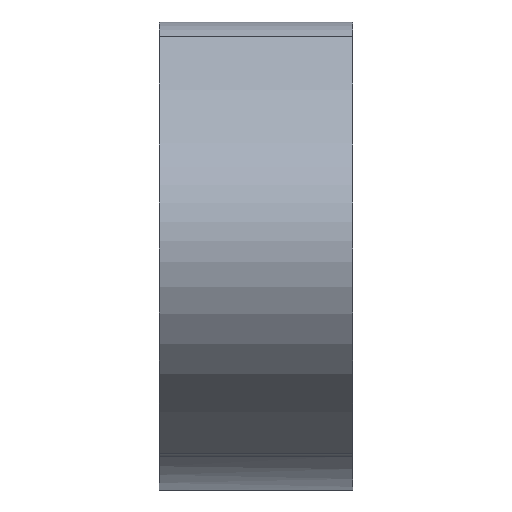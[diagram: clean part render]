
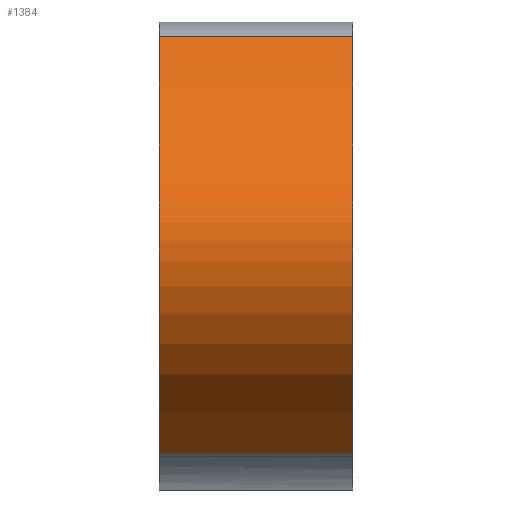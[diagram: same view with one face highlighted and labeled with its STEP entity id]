
A CAD part, left-side view. The second image highlights one B-rep face of the part: STEP entity #1384.
In plain terms, the highlighted free-form (B-spline) face has degree [5, 1] with [25, 2] control points.
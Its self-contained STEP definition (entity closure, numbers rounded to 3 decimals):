
#443=(
BOUNDED_CURVE()
B_SPLINE_CURVE(5,(#4236,#4237,#4238,#4239,#4240,#4241,#4242,#4243,#4244,
#4245,#4246,#4247,#4248,#4249,#4250,#4251,#4252,#4253,#4254,#4255,#4256,
#4257,#4258,#4259,#4260),.UNSPECIFIED.,.F.,.F.)
B_SPLINE_CURVE_WITH_KNOTS((6,1,1,1,1,1,1,1,1,1,1,1,1,1,1,1,1,1,1,1,6),(0.003,
0.05,0.1,0.15,0.2,0.25,0.3,0.35,0.4,0.45,0.5,0.55,0.6,0.65,0.7,0.75,0.8,
0.85,0.9,0.95,0.968),.UNSPECIFIED.)
CURVE()
GEOMETRIC_REPRESENTATION_ITEM()
RATIONAL_B_SPLINE_CURVE((1.,1.,1.,1.,1.,1.,1.,1.,1.,1.,1.,1.,1.,1.,1.,1.,
1.,1.,1.,1.,1.,1.,1.,1.,1.))
REPRESENTATION_ITEM('')
);
#444=(
BOUNDED_CURVE()
B_SPLINE_CURVE(5,(#4264,#4265,#4266,#4267,#4268,#4269,#4270,#4271,#4272,
#4273,#4274,#4275,#4276,#4277,#4278,#4279,#4280,#4281,#4282,#4283,#4284,
#4285,#4286,#4287,#4288),.UNSPECIFIED.,.F.,.F.)
B_SPLINE_CURVE_WITH_KNOTS((6,1,1,1,1,1,1,1,1,1,1,1,1,1,1,1,1,1,1,1,6),(0.003,
0.05,0.1,0.15,0.2,0.25,0.3,0.35,0.4,0.45,0.5,0.55,0.6,0.65,0.7,0.75,0.8,
0.85,0.9,0.95,0.968),.UNSPECIFIED.)
CURVE()
GEOMETRIC_REPRESENTATION_ITEM()
RATIONAL_B_SPLINE_CURVE((1.,1.,1.,1.,1.,1.,1.,1.,1.,1.,1.,1.,1.,1.,1.,1.,
1.,1.,1.,1.,1.,1.,1.,1.,1.))
REPRESENTATION_ITEM('')
);
#449=(
BOUNDED_SURFACE()
B_SPLINE_SURFACE(5,1,((#4184,#4185),(#4186,#4187),(#4188,#4189),(#4190,
#4191),(#4192,#4193),(#4194,#4195),(#4196,#4197),(#4198,#4199),(#4200,#4201),
(#4202,#4203),(#4204,#4205),(#4206,#4207),(#4208,#4209),(#4210,#4211),(#4212,
#4213),(#4214,#4215),(#4216,#4217),(#4218,#4219),(#4220,#4221),(#4222,#4223),
(#4224,#4225),(#4226,#4227),(#4228,#4229),(#4230,#4231),(#4232,#4233)),
 .UNSPECIFIED.,.F.,.F.,.F.)
B_SPLINE_SURFACE_WITH_KNOTS((6,1,1,1,1,1,1,1,1,1,1,1,1,1,1,1,1,1,1,1,6),
(2,2),(0.003,0.05,0.1,0.15,0.2,0.25,0.3,0.35,0.4,0.45,0.5,
0.55,0.6,0.65,0.7,0.75,0.8,0.85,0.9,0.95,0.968),(0.,16.5),
 .UNSPECIFIED.)
GEOMETRIC_REPRESENTATION_ITEM()
RATIONAL_B_SPLINE_SURFACE(((1.,1.),(1.,1.),(1.,1.),(1.,1.),(1.,1.),(1.,
1.),(1.,1.),(1.,1.),(1.,1.),(1.,1.),(1.,1.),(1.,1.),(1.,1.),(1.,1.),(1.,
1.),(1.,1.),(1.,1.),(1.,1.),(1.,1.),(1.,1.),(1.,1.),(1.,1.),(1.,1.),(1.,
1.),(1.,1.)))
REPRESENTATION_ITEM('')
SURFACE()
);
#547=FACE_OUTER_BOUND('',#597,.T.);
#597=EDGE_LOOP('',(#1194,#1195,#1196,#1197));
#675=LINE('',#4262,#747);
#676=LINE('',#4289,#748);
#747=VECTOR('',#3215,10.);
#748=VECTOR('',#3216,10.);
#876=VERTEX_POINT('',#4234);
#877=VERTEX_POINT('',#4235);
#878=VERTEX_POINT('',#4261);
#879=VERTEX_POINT('',#4263);
#1011=EDGE_CURVE('',#876,#877,#443,.T.);
#1012=EDGE_CURVE('',#877,#878,#675,.T.);
#1013=EDGE_CURVE('',#879,#878,#444,.T.);
#1014=EDGE_CURVE('',#876,#879,#676,.T.);
#1194=ORIENTED_EDGE('',*,*,#1011,.T.);
#1195=ORIENTED_EDGE('',*,*,#1012,.T.);
#1196=ORIENTED_EDGE('',*,*,#1013,.F.);
#1197=ORIENTED_EDGE('',*,*,#1014,.F.);
#1384=ADVANCED_FACE('',(#547),#449,.T.);
#3215=DIRECTION('',(0.,1.,0.));
#3216=DIRECTION('',(0.,1.,0.));
#4184=CARTESIAN_POINT('Ctrl Pts',(-401.853,0.,-369.119));
#4185=CARTESIAN_POINT('Ctrl Pts',(-401.853,165.,-369.119));
#4186=CARTESIAN_POINT('Ctrl Pts',(-407.599,0.,-366.374));
#4187=CARTESIAN_POINT('Ctrl Pts',(-407.599,165.,-366.374));
#4188=CARTESIAN_POINT('Ctrl Pts',(-419.203,0.,-360.62));
#4189=CARTESIAN_POINT('Ctrl Pts',(-419.203,165.,-360.62));
#4190=CARTESIAN_POINT('Ctrl Pts',(-435.979,0.,-351.628));
#4191=CARTESIAN_POINT('Ctrl Pts',(-435.979,165.,-351.628));
#4192=CARTESIAN_POINT('Ctrl Pts',(-456.808,0.,-339.023));
#4193=CARTESIAN_POINT('Ctrl Pts',(-456.808,165.,-339.023));
#4194=CARTESIAN_POINT('Ctrl Pts',(-480.097,0.,-322.286));
#4195=CARTESIAN_POINT('Ctrl Pts',(-480.097,165.,-322.286));
#4196=CARTESIAN_POINT('Ctrl Pts',(-500.691,0.,-304.408));
#4197=CARTESIAN_POINT('Ctrl Pts',(-500.691,165.,-304.408));
#4198=CARTESIAN_POINT('Ctrl Pts',(-518.209,0.,-285.653));
#4199=CARTESIAN_POINT('Ctrl Pts',(-518.209,165.,-285.653));
#4200=CARTESIAN_POINT('Ctrl Pts',(-532.545,0.,-266.144));
#4201=CARTESIAN_POINT('Ctrl Pts',(-532.545,165.,-266.144));
#4202=CARTESIAN_POINT('Ctrl Pts',(-543.594,0.,-246.084));
#4203=CARTESIAN_POINT('Ctrl Pts',(-543.594,165.,-246.084));
#4204=CARTESIAN_POINT('Ctrl Pts',(-551.266,0.,-225.77));
#4205=CARTESIAN_POINT('Ctrl Pts',(-551.266,165.,-225.77));
#4206=CARTESIAN_POINT('Ctrl Pts',(-555.493,0.,-205.515));
#4207=CARTESIAN_POINT('Ctrl Pts',(-555.493,165.,-205.515));
#4208=CARTESIAN_POINT('Ctrl Pts',(-556.251,0.,-185.597));
#4209=CARTESIAN_POINT('Ctrl Pts',(-556.251,165.,-185.597));
#4210=CARTESIAN_POINT('Ctrl Pts',(-553.574,0.,-166.196));
#4211=CARTESIAN_POINT('Ctrl Pts',(-553.574,165.,-166.196));
#4212=CARTESIAN_POINT('Ctrl Pts',(-547.575,0.,-147.322));
#4213=CARTESIAN_POINT('Ctrl Pts',(-547.575,165.,-147.322));
#4214=CARTESIAN_POINT('Ctrl Pts',(-538.424,0.,-128.872));
#4215=CARTESIAN_POINT('Ctrl Pts',(-538.424,165.,-128.872));
#4216=CARTESIAN_POINT('Ctrl Pts',(-526.314,0.,-110.68));
#4217=CARTESIAN_POINT('Ctrl Pts',(-526.314,165.,-110.68));
#4218=CARTESIAN_POINT('Ctrl Pts',(-511.44,0.,-92.566));
#4219=CARTESIAN_POINT('Ctrl Pts',(-511.44,165.,-92.566));
#4220=CARTESIAN_POINT('Ctrl Pts',(-493.976,0.,-74.4));
#4221=CARTESIAN_POINT('Ctrl Pts',(-493.976,165.,-74.4));
#4222=CARTESIAN_POINT('Ctrl Pts',(-474.062,0.,-56.101));
#4223=CARTESIAN_POINT('Ctrl Pts',(-474.062,165.,-56.101));
#4224=CARTESIAN_POINT('Ctrl Pts',(-454.651,0.,-39.982));
#4225=CARTESIAN_POINT('Ctrl Pts',(-454.651,165.,-39.982));
#4226=CARTESIAN_POINT('Ctrl Pts',(-438.413,0.,-27.446));
#4227=CARTESIAN_POINT('Ctrl Pts',(-438.413,165.,-27.446));
#4228=CARTESIAN_POINT('Ctrl Pts',(-426.384,0.,-18.582));
#4229=CARTESIAN_POINT('Ctrl Pts',(-426.384,165.,-18.582));
#4230=CARTESIAN_POINT('Ctrl Pts',(-419.244,0.,-13.453));
#4231=CARTESIAN_POINT('Ctrl Pts',(-419.244,165.,-13.453));
#4232=CARTESIAN_POINT('Ctrl Pts',(-417.336,0.,-12.091));
#4233=CARTESIAN_POINT('Ctrl Pts',(-417.336,165.,-12.091));
#4234=CARTESIAN_POINT('',(-401.853,0.,-369.119));
#4235=CARTESIAN_POINT('',(-417.336,0.,-12.091));
#4236=CARTESIAN_POINT('Ctrl Pts',(-401.853,0.,-369.119));
#4237=CARTESIAN_POINT('Ctrl Pts',(-407.599,0.,-366.374));
#4238=CARTESIAN_POINT('Ctrl Pts',(-419.203,0.,-360.62));
#4239=CARTESIAN_POINT('Ctrl Pts',(-435.979,0.,-351.628));
#4240=CARTESIAN_POINT('Ctrl Pts',(-456.808,0.,-339.023));
#4241=CARTESIAN_POINT('Ctrl Pts',(-480.097,0.,-322.286));
#4242=CARTESIAN_POINT('Ctrl Pts',(-500.691,0.,-304.408));
#4243=CARTESIAN_POINT('Ctrl Pts',(-518.209,0.,-285.653));
#4244=CARTESIAN_POINT('Ctrl Pts',(-532.545,0.,-266.144));
#4245=CARTESIAN_POINT('Ctrl Pts',(-543.594,0.,-246.084));
#4246=CARTESIAN_POINT('Ctrl Pts',(-551.266,0.,-225.77));
#4247=CARTESIAN_POINT('Ctrl Pts',(-555.493,0.,-205.515));
#4248=CARTESIAN_POINT('Ctrl Pts',(-556.251,0.,-185.597));
#4249=CARTESIAN_POINT('Ctrl Pts',(-553.574,0.,-166.196));
#4250=CARTESIAN_POINT('Ctrl Pts',(-547.575,0.,-147.322));
#4251=CARTESIAN_POINT('Ctrl Pts',(-538.424,0.,-128.872));
#4252=CARTESIAN_POINT('Ctrl Pts',(-526.314,0.,-110.68));
#4253=CARTESIAN_POINT('Ctrl Pts',(-511.44,0.,-92.566));
#4254=CARTESIAN_POINT('Ctrl Pts',(-493.976,0.,-74.4));
#4255=CARTESIAN_POINT('Ctrl Pts',(-474.062,0.,-56.101));
#4256=CARTESIAN_POINT('Ctrl Pts',(-454.651,0.,-39.982));
#4257=CARTESIAN_POINT('Ctrl Pts',(-438.413,0.,-27.446));
#4258=CARTESIAN_POINT('Ctrl Pts',(-426.384,0.,-18.582));
#4259=CARTESIAN_POINT('Ctrl Pts',(-419.244,0.,-13.453));
#4260=CARTESIAN_POINT('Ctrl Pts',(-417.336,0.,-12.091));
#4261=CARTESIAN_POINT('',(-417.336,165.,-12.091));
#4262=CARTESIAN_POINT('',(-417.336,0.,-12.091));
#4263=CARTESIAN_POINT('',(-401.853,165.,-369.119));
#4264=CARTESIAN_POINT('Ctrl Pts',(-401.853,165.,-369.119));
#4265=CARTESIAN_POINT('Ctrl Pts',(-407.599,165.,-366.374));
#4266=CARTESIAN_POINT('Ctrl Pts',(-419.203,165.,-360.62));
#4267=CARTESIAN_POINT('Ctrl Pts',(-435.979,165.,-351.628));
#4268=CARTESIAN_POINT('Ctrl Pts',(-456.808,165.,-339.023));
#4269=CARTESIAN_POINT('Ctrl Pts',(-480.097,165.,-322.286));
#4270=CARTESIAN_POINT('Ctrl Pts',(-500.691,165.,-304.408));
#4271=CARTESIAN_POINT('Ctrl Pts',(-518.209,165.,-285.653));
#4272=CARTESIAN_POINT('Ctrl Pts',(-532.545,165.,-266.144));
#4273=CARTESIAN_POINT('Ctrl Pts',(-543.594,165.,-246.084));
#4274=CARTESIAN_POINT('Ctrl Pts',(-551.266,165.,-225.77));
#4275=CARTESIAN_POINT('Ctrl Pts',(-555.493,165.,-205.515));
#4276=CARTESIAN_POINT('Ctrl Pts',(-556.251,165.,-185.597));
#4277=CARTESIAN_POINT('Ctrl Pts',(-553.574,165.,-166.196));
#4278=CARTESIAN_POINT('Ctrl Pts',(-547.575,165.,-147.322));
#4279=CARTESIAN_POINT('Ctrl Pts',(-538.424,165.,-128.872));
#4280=CARTESIAN_POINT('Ctrl Pts',(-526.314,165.,-110.68));
#4281=CARTESIAN_POINT('Ctrl Pts',(-511.44,165.,-92.566));
#4282=CARTESIAN_POINT('Ctrl Pts',(-493.976,165.,-74.4));
#4283=CARTESIAN_POINT('Ctrl Pts',(-474.062,165.,-56.101));
#4284=CARTESIAN_POINT('Ctrl Pts',(-454.651,165.,-39.982));
#4285=CARTESIAN_POINT('Ctrl Pts',(-438.413,165.,-27.446));
#4286=CARTESIAN_POINT('Ctrl Pts',(-426.384,165.,-18.582));
#4287=CARTESIAN_POINT('Ctrl Pts',(-419.244,165.,-13.453));
#4288=CARTESIAN_POINT('Ctrl Pts',(-417.336,165.,-12.091));
#4289=CARTESIAN_POINT('',(-401.853,0.,-369.119));
